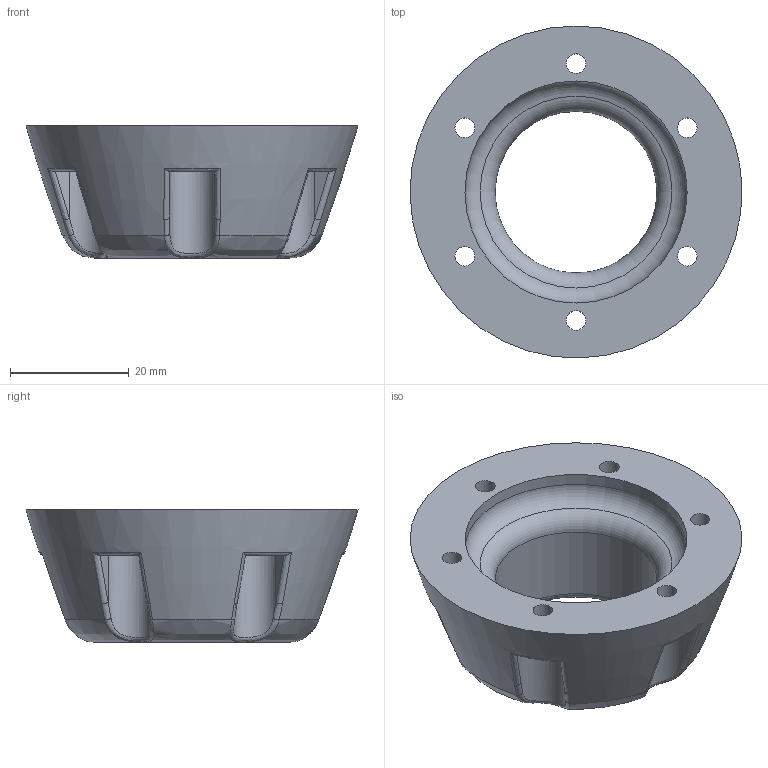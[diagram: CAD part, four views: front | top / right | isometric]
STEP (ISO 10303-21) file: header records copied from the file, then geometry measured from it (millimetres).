
FILE_DESCRIPTION(/* description */ (''),/* implementation_level */ '2;1');
FILE_NAME(/* name */ 'Retainer.stp',/* time_stamp */ '2014-07-29T16:48:16-04:00',/* author */ ('Jascha'),/* organization */ (''),/* preprocessor_version */ 'ST-DEVELOPER v15.6',/* originating_system */ 'Autodesk Inventor 2015',/* authorisation */ '');
FILE_SCHEMA (('AUTOMOTIVE_DESIGN { 1 0 10303 214 3 1 1 }'));
Length unit declared in the file: inch
Products named in the file (1): Retainer
Bounding box: 55.8 x 55.81 x 22.23 mm (x, y, z)
Volume: 22523.6 mm3; surface area: 8862.9 mm2
Topology: 1 solids, 1 shells, 75 faces, 206 edges, 133 vertices
Faces by surface type: bspline 38, plane 20, cylinder 14, torus 3
Full cylindrical faces by diameter (mm): 3.302 x6, 27.178 x1, 37.338 x1
Entity records: 5568 total; most frequent: CARTESIAN_POINT 3899, ORIENTED_EDGE 384, DIRECTION 198, EDGE_CURVE 192, VERTEX_POINT 130, B_SPLINE_CURVE_WITH_KNOTS 119, EDGE_LOOP 100, AXIS2_PLACEMENT_3D 87
